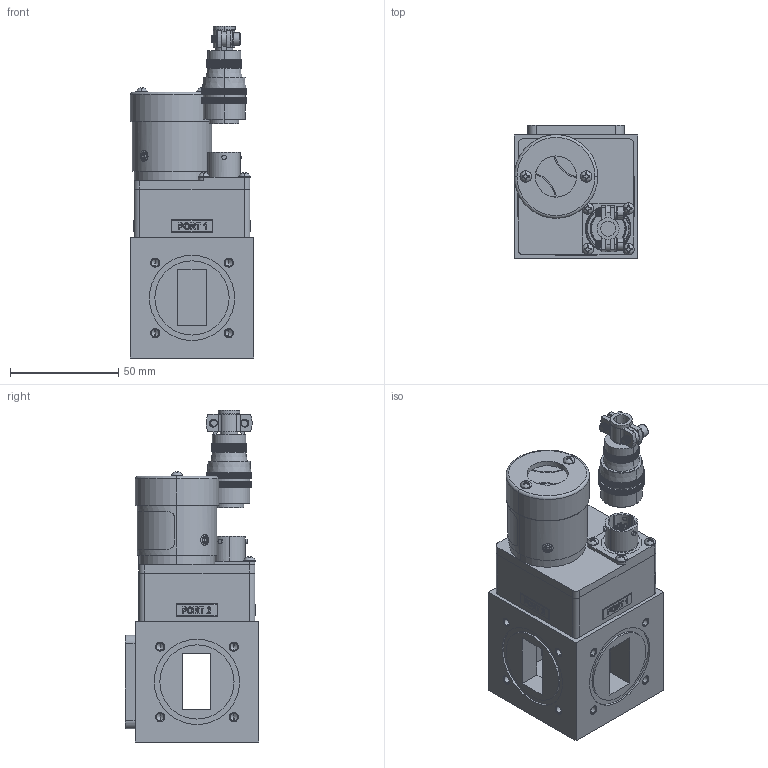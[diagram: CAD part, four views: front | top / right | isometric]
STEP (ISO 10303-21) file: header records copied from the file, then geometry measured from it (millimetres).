
FILE_DESCRIPTION (( 'STEP AP214' ), '1' );
FILE_NAME ('PEWGS6037 ¦ FMWGS6037.step', '2021-04-23T16:20:19', ( '' ), ( '' ), 'SwSTEP 2.0', 'SolidWorks 2020', '' );
FILE_SCHEMA (( 'AUTOMOTIVE_DESIGN' ));
Length unit declared in the file: inch
Products named in the file (1): PEWGS6037 ｦ FMWGS6037
Bounding box: 57.15 x 61.72 x 153.43 mm (x, y, z)
Volume: 266836.3 mm3; surface area: 60947.8 mm2
Topology: 21 solids, 22 shells, 8192 faces, 18679 edges, 10628 vertices
Faces by surface type: bspline 5489, cylinder 1790, plane 629, cone 234, torus 34, sphere 16
Entity records: 385301 total; most frequent: CARTESIAN_POINT 166353, ORIENTED_EDGE 37238, EDGE_CURVE 18619, VERTEX_POINT 10628, DIRECTION 10592, EDGE_LOOP 8379, FACE_OUTER_BOUND 8192, ADVANCED_FACE 8192
